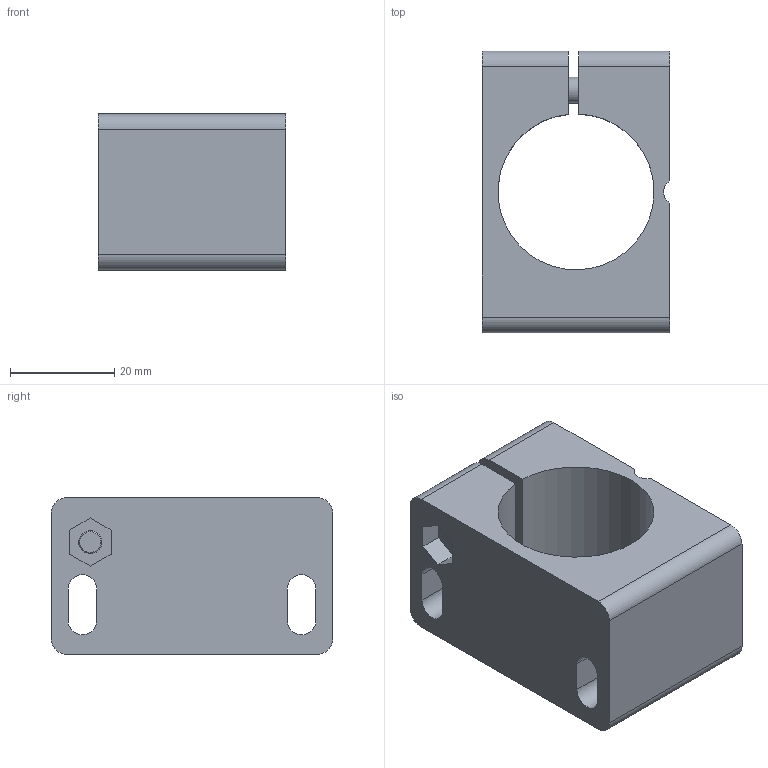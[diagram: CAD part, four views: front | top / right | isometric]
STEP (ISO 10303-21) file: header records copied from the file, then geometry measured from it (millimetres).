
FILE_DESCRIPTION(/* description */ ('STEP AP214'),/* implementation_level */ '2;1');
FILE_NAME(/* name */ '538351_SIEZ-NB-30',/* time_stamp */ '2024-09-15T06:30:59+02:00',/* author */ ('License CC BY-ND 4.0'),/* organization */ ('CADENAS'),/* preprocessor_version */ 'ST-DEVELOPER v19.3',/* originating_system */ 'PARTsolutions',/* authorisation */ ' ');
FILE_SCHEMA (('AUTOMOTIVE_DESIGN {1 0 10303 214 3 1 1}'));
Length unit declared in the file: millimetre
Products named in the file (2): 538351 SIEZ-NB-30; 538351 SIEZ-NB-30_(p)
Assembly tree (1 placements, depth 2):
  538351 SIEZ-NB-30
    538351 SIEZ-NB-30_(p)
Bounding box: 36 x 54 x 30 mm (x, y, z)
Volume: 29396.4 mm3; surface area: 13830.1 mm2
Topology: 1 solids, 1 shells, 60 faces, 156 edges, 105 vertices
Faces by surface type: plane 37, cylinder 20, cone 3
Full cylindrical faces by diameter (mm): 5 x1, 5.5 x2, 8.5 x1
Entity records: 2263 total; most frequent: CARTESIAN_POINT 315, DIRECTION 312, ORIENTED_EDGE 292, EDGE_CURVE 146, AXIS2_PLACEMENT_3D 106, VERTEX_POINT 101, LINE 100, VECTOR 100
